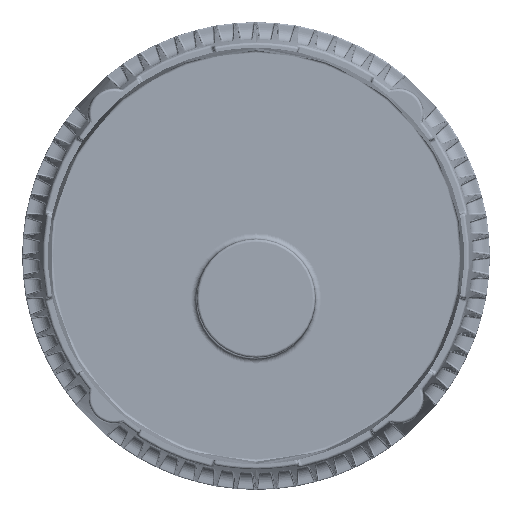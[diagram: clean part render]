
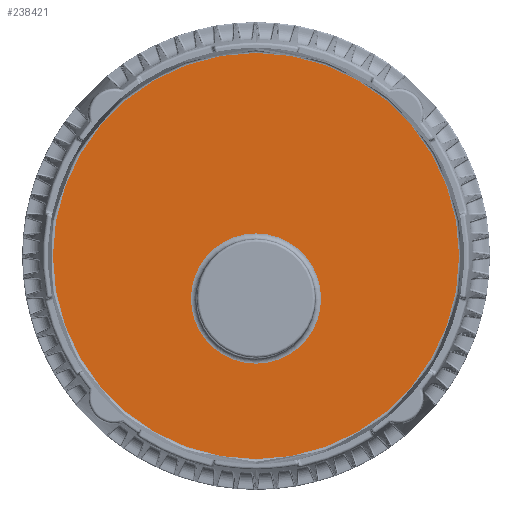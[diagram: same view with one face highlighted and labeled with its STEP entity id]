
A CAD part, front view. The second image highlights one B-rep face of the part: STEP entity #238421.
In plain terms, the highlighted face is planar.
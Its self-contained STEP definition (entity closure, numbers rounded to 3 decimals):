
#1458 = AXIS2_PLACEMENT_3D ( 'NONE', #324606, #326415, #68737 ) ;
#1961 = VERTEX_POINT ( 'NONE', #368210 ) ;
#8202 = EDGE_CURVE ( 'NONE', #1961, #41742, #112158, .T. ) ;
#22011 = DIRECTION ( 'NONE',  ( -1., 0., 0. ) ) ;
#25054 = DIRECTION ( 'NONE',  ( -1., 0., 0. ) ) ;
#36344 = EDGE_LOOP ( 'NONE', ( #91261, #246928 ) ) ;
#41421 = EDGE_CURVE ( 'NONE', #54019, #181832, #247089, .T. ) ;
#41742 = VERTEX_POINT ( 'NONE', #360651 ) ;
#54019 = VERTEX_POINT ( 'NONE', #78364 ) ;
#68737 = DIRECTION ( 'NONE',  ( -1., 0., 0. ) ) ;
#74381 = DIRECTION ( 'NONE',  ( 0., 0., -1. ) ) ;
#78364 = CARTESIAN_POINT ( 'NONE',  ( -92.386, 0., -34. ) ) ;
#91261 = ORIENTED_EDGE ( 'NONE', *, *, #243106, .T. ) ;
#112158 = CIRCLE ( 'NONE', #296876, 24.48 ) ;
#121684 = CIRCLE ( 'NONE', #145382, 76.386 ) ;
#138720 = CIRCLE ( 'NONE', #1458, 24.48 ) ;
#142486 = DIRECTION ( 'NONE',  ( 0., 0., 1. ) ) ;
#145382 = AXIS2_PLACEMENT_3D ( 'NONE', #193524, #333703, #223435 ) ;
#166939 = CARTESIAN_POINT ( 'NONE',  ( 59.026, 6.422, -34. ) ) ;
#176163 = CARTESIAN_POINT ( 'NONE',  ( 60.386, 0., -34. ) ) ;
#176667 = ORIENTED_EDGE ( 'NONE', *, *, #41421, .T. ) ;
#181832 = VERTEX_POINT ( 'NONE', #176163 ) ;
#193524 = CARTESIAN_POINT ( 'NONE',  ( -16., 0., -34. ) ) ;
#196595 = CARTESIAN_POINT ( 'NONE',  ( 0., 0., -34. ) ) ;
#198462 = DIRECTION ( 'NONE',  ( -1., 0., 0. ) ) ;
#223435 = DIRECTION ( 'NONE',  ( -1., 0., 0. ) ) ;
#226752 = FACE_OUTER_BOUND ( 'NONE', #244868, .T. ) ;
#238421 = ADVANCED_FACE ( 'NONE', ( #368735, #226752 ), #340678, .T. ) ;
#241195 = AXIS2_PLACEMENT_3D ( 'NONE', #274176, #74381, #22011 ) ;
#243106 = EDGE_CURVE ( 'NONE', #41742, #1961, #138720, .T. ) ;
#244868 = EDGE_LOOP ( 'NONE', ( #176667, #292152 ) ) ;
#246928 = ORIENTED_EDGE ( 'NONE', *, *, #8202, .T. ) ;
#247089 = CIRCLE ( 'NONE', #241195, 76.386 ) ;
#251014 = EDGE_CURVE ( 'NONE', #181832, #54019, #121684, .T. ) ;
#274176 = CARTESIAN_POINT ( 'NONE',  ( -16., 0., -34. ) ) ;
#292152 = ORIENTED_EDGE ( 'NONE', *, *, #251014, .T. ) ;
#296876 = AXIS2_PLACEMENT_3D ( 'NONE', #196595, #142486, #198462 ) ;
#324606 = CARTESIAN_POINT ( 'NONE',  ( 0., 0., -34. ) ) ;
#326415 = DIRECTION ( 'NONE',  ( 0., 0., 1. ) ) ;
#333703 = DIRECTION ( 'NONE',  ( 0., 0., -1. ) ) ;
#334939 = AXIS2_PLACEMENT_3D ( 'NONE', #166939, #363221, #25054 ) ;
#340678 = PLANE ( 'NONE',  #334939 ) ;
#360651 = CARTESIAN_POINT ( 'NONE',  ( -24.48, 0., -34. ) ) ;
#363221 = DIRECTION ( 'NONE',  ( 0., 0., -1. ) ) ;
#368210 = CARTESIAN_POINT ( 'NONE',  ( 24.48, 0., -34. ) ) ;
#368735 = FACE_BOUND ( 'NONE', #36344, .T. ) ;
